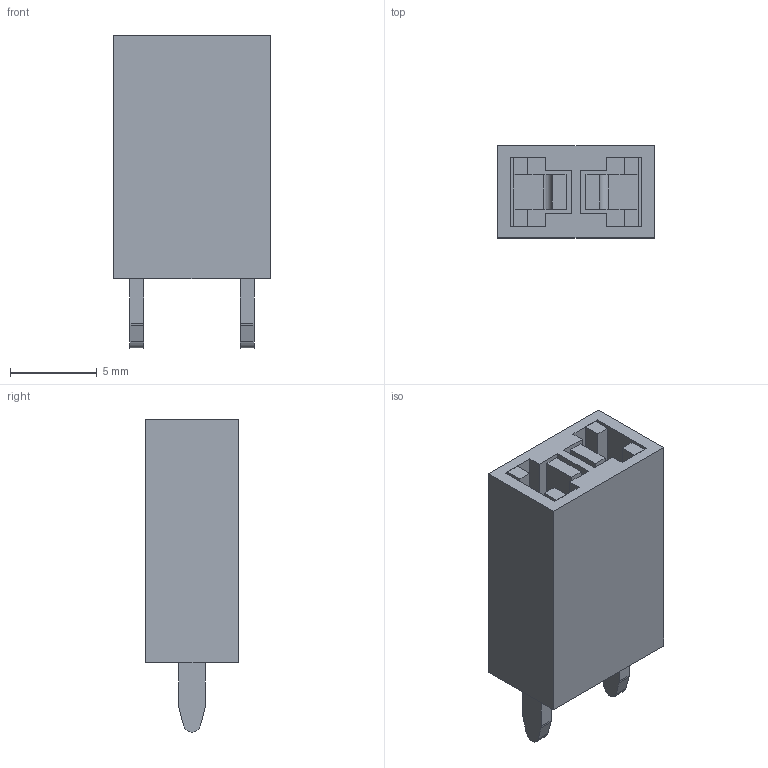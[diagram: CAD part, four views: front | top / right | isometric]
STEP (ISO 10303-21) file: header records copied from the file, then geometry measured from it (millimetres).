
FILE_DESCRIPTION((''),'2;1');
FILE_NAME('WURTH_ICS93456.stp','2015-09-15T18:45:07',(''),(''),'Mechanical Desktop 2011','Mechanical Desktop 2011',', , ');
FILE_SCHEMA(('AUTOMOTIVE_DESIGN { 1 2 10303 214 1 1 1 1 }'));
Length unit declared in the file: millimetre
Products named in the file (1): Product
Bounding box: 9 x 5.3 x 18 mm (x, y, z)
Volume: 462.4 mm3; surface area: 1269.8 mm2
Topology: 3 solids, 3 shells, 76 faces, 200 edges, 132 vertices
Faces by surface type: plane 45, bspline 26, cylinder 5
Entity records: 2427 total; most frequent: CARTESIAN_POINT 557, ORIENTED_EDGE 400, DIRECTION 322, EDGE_CURVE 200, VECTOR 180, LINE 180, VERTEX_POINT 132, EDGE_LOOP 78
